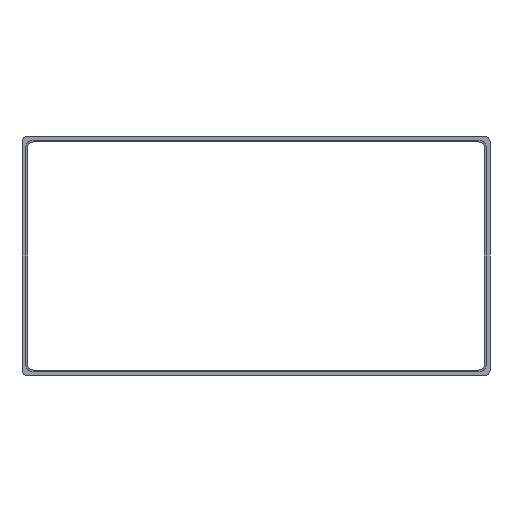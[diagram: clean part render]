
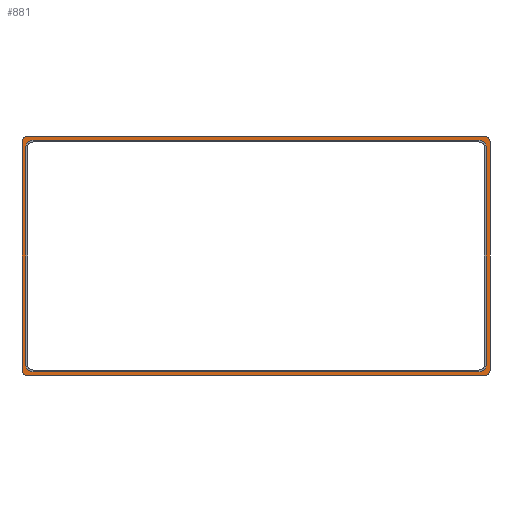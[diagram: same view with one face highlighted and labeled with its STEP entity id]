
A CAD part, front view. The second image highlights one B-rep face of the part: STEP entity #881.
In plain terms, the highlighted planar face has unit normal (0, -1, 0).
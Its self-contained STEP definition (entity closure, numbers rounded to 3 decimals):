
#1 = CARTESIAN_POINT ( 'NONE',  ( 245.8, 0., 122.8 ) ) ;
#9 = ORIENTED_EDGE ( 'NONE', *, *, #232, .T. ) ;
#10 = CARTESIAN_POINT ( 'NONE',  ( 6.2, 0., 122.8 ) ) ;
#22 = CARTESIAN_POINT ( 'NONE',  ( 249., 0., 0.2 ) ) ;
#26 = PLANE ( 'NONE',  #119 ) ;
#39 = DIRECTION ( 'NONE',  ( 1., 0., 0. ) ) ;
#41 = CARTESIAN_POINT ( 'NONE',  ( 3., 0., 0.2 ) ) ;
#55 = LINE ( 'NONE', #284, #355 ) ;
#59 = LINE ( 'NONE', #591, #825 ) ;
#61 = VERTEX_POINT ( 'NONE', #828 ) ;
#63 = EDGE_CURVE ( 'NONE', #61, #323, #527, .T. ) ;
#64 = DIRECTION ( 'NONE',  ( 0., 0., -1. ) ) ;
#82 = EDGE_CURVE ( 'NONE', #445, #573, #796, .T. ) ;
#84 = CARTESIAN_POINT ( 'NONE',  ( 251.8, 0., 3. ) ) ;
#89 = LINE ( 'NONE', #461, #278 ) ;
#98 = AXIS2_PLACEMENT_3D ( 'NONE', #992, #690, #768 ) ;
#106 = VERTEX_POINT ( 'NONE', #994 ) ;
#107 = VERTEX_POINT ( 'NONE', #383 ) ;
#110 = EDGE_CURVE ( 'NONE', #573, #833, #55, .T. ) ;
#118 = CARTESIAN_POINT ( 'NONE',  ( 249., 0., 3. ) ) ;
#119 = AXIS2_PLACEMENT_3D ( 'NONE', #332, #474, #379 ) ;
#123 = EDGE_LOOP ( 'NONE', ( #782, #198, #813, #574, #484, #378, #406, #964 ) ) ;
#125 = CARTESIAN_POINT ( 'NONE',  ( 6.2, 0., 6.2 ) ) ;
#128 = EDGE_CURVE ( 'NONE', #107, #773, #989, .T. ) ;
#169 = DIRECTION ( 'NONE',  ( -1., 0., 0. ) ) ;
#174 = CARTESIAN_POINT ( 'NONE',  ( 249., 0., 126. ) ) ;
#178 = DIRECTION ( 'NONE',  ( 0., 0., 1. ) ) ;
#186 = DIRECTION ( 'NONE',  ( -1., 0., 0. ) ) ;
#198 = ORIENTED_EDGE ( 'NONE', *, *, #949, .F. ) ;
#199 = VERTEX_POINT ( 'NONE', #713 ) ;
#200 = DIRECTION ( 'NONE',  ( 0., 0., -1. ) ) ;
#222 = CARTESIAN_POINT ( 'NONE',  ( 3., 0., 128.8 ) ) ;
#224 = DIRECTION ( 'NONE',  ( 0., 0., -1. ) ) ;
#227 = VERTEX_POINT ( 'NONE', #546 ) ;
#232 = EDGE_CURVE ( 'NONE', #773, #372, #89, .T. ) ;
#243 = DIRECTION ( 'NONE',  ( 0., -1., 0. ) ) ;
#256 = LINE ( 'NONE', #566, #921 ) ;
#260 = LINE ( 'NONE', #730, #798 ) ;
#276 = EDGE_LOOP ( 'NONE', ( #327, #660, #510, #684, #9, #585, #735, #924 ) ) ;
#277 = EDGE_CURVE ( 'NONE', #593, #107, #857, .T. ) ;
#278 = VECTOR ( 'NONE', #169, 1000. ) ;
#284 = CARTESIAN_POINT ( 'NONE',  ( 249., 0., 0.2 ) ) ;
#288 = VERTEX_POINT ( 'NONE', #579 ) ;
#292 = EDGE_CURVE ( 'NONE', #227, #288, #260, .T. ) ;
#302 = AXIS2_PLACEMENT_3D ( 'NONE', #10, #324, #703 ) ;
#320 = CARTESIAN_POINT ( 'NONE',  ( 3., 0., 126. ) ) ;
#323 = VERTEX_POINT ( 'NONE', #413 ) ;
#324 = DIRECTION ( 'NONE',  ( 0., -1., 0. ) ) ;
#326 = EDGE_CURVE ( 'NONE', #199, #731, #811, .T. ) ;
#327 = ORIENTED_EDGE ( 'NONE', *, *, #110, .T. ) ;
#332 = CARTESIAN_POINT ( 'NONE',  ( 249., 0., 3. ) ) ;
#355 = VECTOR ( 'NONE', #592, 1000. ) ;
#360 = DIRECTION ( 'NONE',  ( 0., -1., 0. ) ) ;
#372 = VERTEX_POINT ( 'NONE', #222 ) ;
#375 = DIRECTION ( 'NONE',  ( 0., 0., -1. ) ) ;
#378 = ORIENTED_EDGE ( 'NONE', *, *, #422, .F. ) ;
#379 = DIRECTION ( 'NONE',  ( 0., 0., -1. ) ) ;
#383 = CARTESIAN_POINT ( 'NONE',  ( 251.8, 0., 126. ) ) ;
#406 = ORIENTED_EDGE ( 'NONE', *, *, #292, .F. ) ;
#409 = FACE_BOUND ( 'NONE', #123, .T. ) ;
#413 = CARTESIAN_POINT ( 'NONE',  ( 249.8, 0., 122.8 ) ) ;
#422 = EDGE_CURVE ( 'NONE', #288, #61, #963, .T. ) ;
#434 = AXIS2_PLACEMENT_3D ( 'NONE', #753, #360, #64 ) ;
#440 = CARTESIAN_POINT ( 'NONE',  ( 251.8, 0., 3. ) ) ;
#445 = VERTEX_POINT ( 'NONE', #454 ) ;
#454 = CARTESIAN_POINT ( 'NONE',  ( 0.2, 0., 3. ) ) ;
#461 = CARTESIAN_POINT ( 'NONE',  ( 249., 0., 128.8 ) ) ;
#467 = VECTOR ( 'NONE', #910, 1000. ) ;
#469 = AXIS2_PLACEMENT_3D ( 'NONE', #118, #686, #998 ) ;
#471 = DIRECTION ( 'NONE',  ( 0., 0., -1. ) ) ;
#474 = DIRECTION ( 'NONE',  ( 0., -1., 0. ) ) ;
#477 = DIRECTION ( 'NONE',  ( 0., 0., -1. ) ) ;
#478 = AXIS2_PLACEMENT_3D ( 'NONE', #1, #243, #375 ) ;
#484 = ORIENTED_EDGE ( 'NONE', *, *, #63, .F. ) ;
#510 = ORIENTED_EDGE ( 'NONE', *, *, #277, .T. ) ;
#513 = EDGE_CURVE ( 'NONE', #833, #593, #555, .T. ) ;
#527 = LINE ( 'NONE', #923, #467 ) ;
#546 = CARTESIAN_POINT ( 'NONE',  ( 6.2, 0., 2.2 ) ) ;
#553 = AXIS2_PLACEMENT_3D ( 'NONE', #174, #630, #477 ) ;
#555 = CIRCLE ( 'NONE', #469, 2.8 ) ;
#561 = EDGE_CURVE ( 'NONE', #817, #227, #599, .T. ) ;
#566 = CARTESIAN_POINT ( 'NONE',  ( 2.2, 0., 6.2 ) ) ;
#573 = VERTEX_POINT ( 'NONE', #41 ) ;
#574 = ORIENTED_EDGE ( 'NONE', *, *, #751, .F. ) ;
#578 = EDGE_CURVE ( 'NONE', #106, #445, #59, .T. ) ;
#579 = CARTESIAN_POINT ( 'NONE',  ( 245.8, 0., 2.2 ) ) ;
#585 = ORIENTED_EDGE ( 'NONE', *, *, #720, .T. ) ;
#586 = CARTESIAN_POINT ( 'NONE',  ( 6.2, 0., 126.8 ) ) ;
#591 = CARTESIAN_POINT ( 'NONE',  ( 0.2, 0., 3. ) ) ;
#592 = DIRECTION ( 'NONE',  ( 1., 0., 0. ) ) ;
#593 = VERTEX_POINT ( 'NONE', #440 ) ;
#595 = DIRECTION ( 'NONE',  ( 0., -1., 0. ) ) ;
#599 = CIRCLE ( 'NONE', #700, 4. ) ;
#623 = CARTESIAN_POINT ( 'NONE',  ( 249., 0., 128.8 ) ) ;
#630 = DIRECTION ( 'NONE',  ( 0., -1., 0. ) ) ;
#660 = ORIENTED_EDGE ( 'NONE', *, *, #513, .T. ) ;
#684 = ORIENTED_EDGE ( 'NONE', *, *, #128, .T. ) ;
#686 = DIRECTION ( 'NONE',  ( 0., -1., 0. ) ) ;
#690 = DIRECTION ( 'NONE',  ( 0., -1., 0. ) ) ;
#700 = AXIS2_PLACEMENT_3D ( 'NONE', #125, #595, #831 ) ;
#703 = DIRECTION ( 'NONE',  ( 0., 0., -1. ) ) ;
#713 = CARTESIAN_POINT ( 'NONE',  ( 245.8, 0., 126.8 ) ) ;
#720 = EDGE_CURVE ( 'NONE', #372, #106, #972, .T. ) ;
#722 = FACE_OUTER_BOUND ( 'NONE', #276, .T. ) ;
#730 = CARTESIAN_POINT ( 'NONE',  ( 245.8, 0., 2.2 ) ) ;
#731 = VERTEX_POINT ( 'NONE', #771 ) ;
#735 = ORIENTED_EDGE ( 'NONE', *, *, #578, .T. ) ;
#739 = CIRCLE ( 'NONE', #302, 4. ) ;
#751 = EDGE_CURVE ( 'NONE', #323, #199, #818, .T. ) ;
#753 = CARTESIAN_POINT ( 'NONE',  ( 3., 0., 3. ) ) ;
#768 = DIRECTION ( 'NONE',  ( 0., 0., -1. ) ) ;
#771 = CARTESIAN_POINT ( 'NONE',  ( 6.2, 0., 126.8 ) ) ;
#773 = VERTEX_POINT ( 'NONE', #623 ) ;
#780 = VECTOR ( 'NONE', #186, 1000. ) ;
#782 = ORIENTED_EDGE ( 'NONE', *, *, #830, .F. ) ;
#796 = CIRCLE ( 'NONE', #434, 2.8 ) ;
#798 = VECTOR ( 'NONE', #39, 1000. ) ;
#802 = CARTESIAN_POINT ( 'NONE',  ( 2.2, 0., 6.2 ) ) ;
#811 = LINE ( 'NONE', #586, #780 ) ;
#813 = ORIENTED_EDGE ( 'NONE', *, *, #326, .F. ) ;
#817 = VERTEX_POINT ( 'NONE', #802 ) ;
#818 = CIRCLE ( 'NONE', #478, 4. ) ;
#825 = VECTOR ( 'NONE', #200, 1000. ) ;
#828 = CARTESIAN_POINT ( 'NONE',  ( 249.8, 0., 6.2 ) ) ;
#830 = EDGE_CURVE ( 'NONE', #957, #817, #256, .T. ) ;
#831 = DIRECTION ( 'NONE',  ( 0., 0., -1. ) ) ;
#833 = VERTEX_POINT ( 'NONE', #22 ) ;
#843 = DIRECTION ( 'NONE',  ( 0., -1., 0. ) ) ;
#857 = LINE ( 'NONE', #84, #944 ) ;
#881 = ADVANCED_FACE ( 'NONE', ( #409, #722 ), #26, .T. ) ;
#910 = DIRECTION ( 'NONE',  ( 0., 0., 1. ) ) ;
#918 = AXIS2_PLACEMENT_3D ( 'NONE', #320, #843, #224 ) ;
#921 = VECTOR ( 'NONE', #471, 1000. ) ;
#923 = CARTESIAN_POINT ( 'NONE',  ( 249.8, 0., 122.8 ) ) ;
#924 = ORIENTED_EDGE ( 'NONE', *, *, #82, .T. ) ;
#937 = CARTESIAN_POINT ( 'NONE',  ( 2.2, 0., 122.8 ) ) ;
#944 = VECTOR ( 'NONE', #178, 1000. ) ;
#949 = EDGE_CURVE ( 'NONE', #731, #957, #739, .T. ) ;
#957 = VERTEX_POINT ( 'NONE', #937 ) ;
#963 = CIRCLE ( 'NONE', #98, 4. ) ;
#964 = ORIENTED_EDGE ( 'NONE', *, *, #561, .F. ) ;
#972 = CIRCLE ( 'NONE', #918, 2.8 ) ;
#989 = CIRCLE ( 'NONE', #553, 2.8 ) ;
#992 = CARTESIAN_POINT ( 'NONE',  ( 245.8, 0., 6.2 ) ) ;
#994 = CARTESIAN_POINT ( 'NONE',  ( 0.2, 0., 126. ) ) ;
#998 = DIRECTION ( 'NONE',  ( 0., 0., -1. ) ) ;
